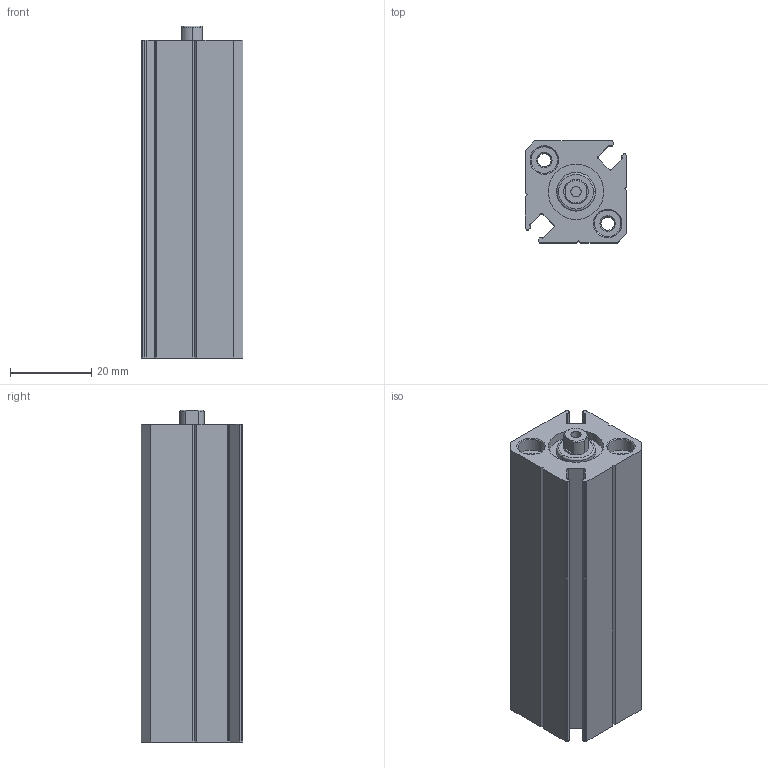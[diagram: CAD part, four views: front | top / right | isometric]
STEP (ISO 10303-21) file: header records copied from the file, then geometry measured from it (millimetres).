
FILE_DESCRIPTION (( 'STEP AP203' ), '1' );
FILE_NAME ('H12M050MD-M.step', '2015-12-02T21:12:54', ( '' ), ( '' ), 'SwSTEP 2.0', 'SolidWorks 2015', '' );
FILE_SCHEMA (( 'CONFIG_CONTROL_DESIGN' ));
Length unit declared in the file: millimetre
Products named in the file (3): H12M050MD-M-BODY; H12M050MD-M-PISTON; H12M050MD-M
Assembly tree (2 placements, depth 2):
  H12M050MD-M
    H12M050MD-M-BODY
    H12M050MD-M-PISTON
Bounding box: 25 x 25 x 81.5 mm (x, y, z)
Volume: 37227.6 mm3; surface area: 17019.5 mm2
Topology: 2 solids, 2 shells, 128 faces, 313 edges, 201 vertices
Faces by surface type: cylinder 54, plane 49, cone 23, torus 2
Entity records: 4109 total; most frequent: DIRECTION 714, CARTESIAN_POINT 659, ORIENTED_EDGE 626, EDGE_CURVE 313, AXIS2_PLACEMENT_3D 272, VERTEX_POINT 201, VECTOR 170, LINE 170
